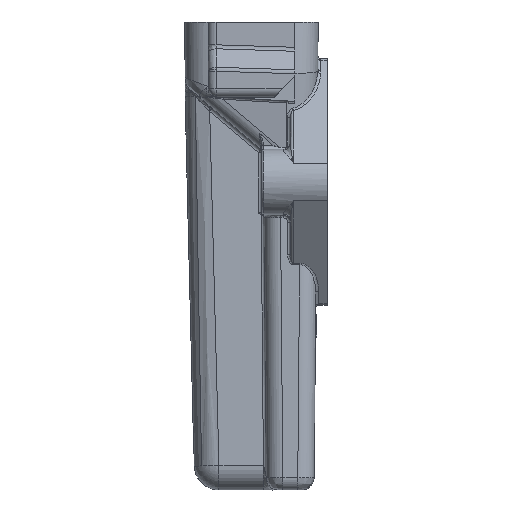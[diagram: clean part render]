
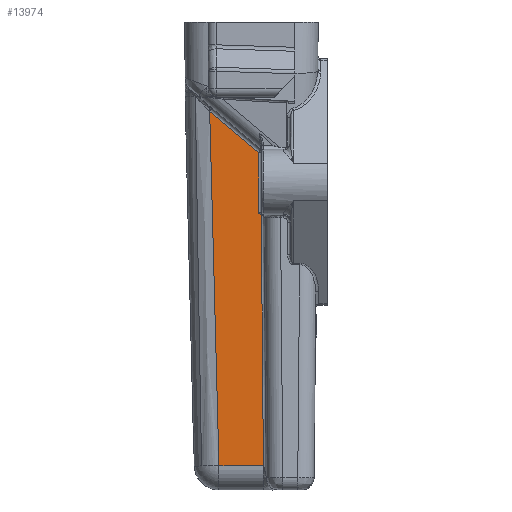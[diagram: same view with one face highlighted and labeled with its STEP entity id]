
A CAD part, left-side view. The second image highlights one B-rep face of the part: STEP entity #13974.
In plain terms, the highlighted planar face has unit normal (-1, 0, -0.009).
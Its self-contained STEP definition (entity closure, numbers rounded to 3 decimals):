
#340=CARTESIAN_POINT('',(-41.551,-2.387,
-46.923));
#342=CARTESIAN_POINT('',(-41.551,-2.387,
-46.923));
#343=CARTESIAN_POINT('',(-41.551,-2.358,
-46.907));
#344=CARTESIAN_POINT('',(-41.551,-2.302,
-46.872));
#345=CARTESIAN_POINT('',(-41.552,-2.223,
-46.822));
#346=CARTESIAN_POINT('',(-41.552,-2.143,
-46.773));
#347=CARTESIAN_POINT('',(-41.553,-2.061,
-46.728));
#348=CARTESIAN_POINT('',(-41.553,-1.974,
-46.692));
#349=CARTESIAN_POINT('',(-41.553,-1.883,
-46.668));
#350=CARTESIAN_POINT('',(-41.553,-1.821,
-46.66));
#351=CARTESIAN_POINT('',(-41.553,-1.789,
-46.658));
#370=CARTESIAN_POINT('',(-41.553,-1.789,
-46.658));
#372=DIRECTION('',(0.009,0.,-1.));
#373=VECTOR('',#372,14.84);
#374=CARTESIAN_POINT('',(-41.683,-1.789,
-31.819));
#375=LINE('',#374,#373);
#376=DIRECTION('',(0.009,-0.026,-1.));
#377=VECTOR('',#376,86.356);
#378=CARTESIAN_POINT('',(-41.771,10.167,-21.727));
#379=LINE('',#378,#377);
#380=DIRECTION('',(-0.006,0.764,0.645));
#381=VECTOR('',#380,15.646);
#382=CARTESIAN_POINT('',(-41.683,-1.789,
-31.819));
#383=LINE('',#382,#381);
#384=DIRECTION('',(0.009,-0.009,-1.));
#385=VECTOR('',#384,61.132);
#386=CARTESIAN_POINT('',(-41.551,-2.387,
-46.923));
#387=LINE('',#386,#385);
#588=CARTESIAN_POINT('',(-41.018,7.907,-108.05));
#608=DIRECTION('',(0.,1.,0.));
#609=VECTOR('',#608,10.828);
#610=CARTESIAN_POINT('',(-41.018,-2.921,
-108.05));
#611=LINE('',#610,#609);
#11341=CARTESIAN_POINT('',(-41.683,-1.789,
-31.819));
#11413=VERTEX_POINT('',#11341);
#11418=CARTESIAN_POINT('',(-41.018,-2.921,
-108.05));
#11419=VERTEX_POINT('',#11418);
#12627=VERTEX_POINT('',#370);
#12654=VERTEX_POINT('',#340);
#12673=VERTEX_POINT('',#588);
#12685=CARTESIAN_POINT('',(-41.771,10.167,
-21.727));
#12686=VERTEX_POINT('',#12685);
#13957=CARTESIAN_POINT('',(-41.801,-3.61,-18.271));
#13958=DIRECTION('',(-1.,0.,-0.009));
#13959=DIRECTION('',(-0.009,0.,1.));
#13960=AXIS2_PLACEMENT_3D('',#13957,#13958,#13959);
#13961=PLANE('',#13960);
#13963=ORIENTED_EDGE('',*,*,#13962,.F.);
#13965=ORIENTED_EDGE('',*,*,#13964,.F.);
#13966=ORIENTED_EDGE('',*,*,#13949,.T.);
#13967=ORIENTED_EDGE('',*,*,#13938,.F.);
#13969=ORIENTED_EDGE('',*,*,#13968,.T.);
#13971=ORIENTED_EDGE('',*,*,#13970,.T.);
#13972=EDGE_LOOP('',(#13963,#13965,#13966,#13967,#13969,#13971));
#13973=FACE_OUTER_BOUND('',#13972,.F.);
#13974=ADVANCED_FACE('',(#13973),#13961,.T.);
#352=B_SPLINE_CURVE_WITH_KNOTS('',3,(#342,#343,#344,#345,#346,#347,#348,#349,
#350,#351),.UNSPECIFIED.,.F.,.F.,(4,1,1,1,1,1,1,4),(0.,0.143,
0.286,0.429,0.571,0.714,
0.857,1.),.UNSPECIFIED.);
#13938=EDGE_CURVE('',#12654,#12627,#352,.T.);
#13949=EDGE_CURVE('',#11413,#12627,#375,.T.);
#13962=EDGE_CURVE('',#12686,#12673,#379,.T.);
#13964=EDGE_CURVE('',#11413,#12686,#383,.T.);
#13968=EDGE_CURVE('',#12654,#11419,#387,.T.);
#13970=EDGE_CURVE('',#11419,#12673,#611,.T.);
